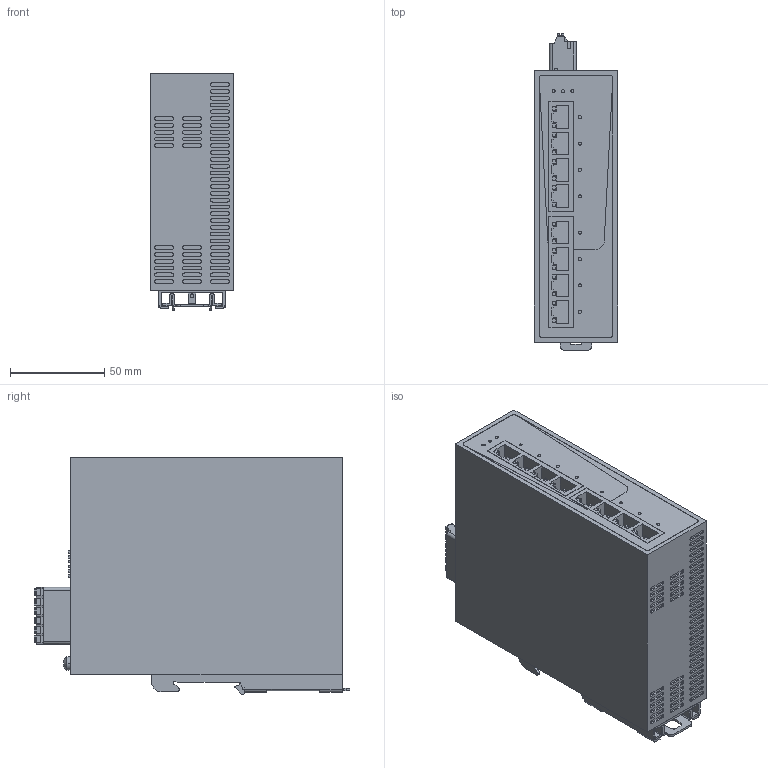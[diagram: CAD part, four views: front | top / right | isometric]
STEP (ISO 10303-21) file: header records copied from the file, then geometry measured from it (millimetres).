
FILE_DESCRIPTION(('CATIA V5 STEP Exchange','CAx-IF Rec.Pracs.--- Model Styling and Organization---1.5--- 2016-08-15','CAx-IF Rec.Pracs.---Supplemental Geometry---1.0---2011-11-01','CAx-IF Rec.Pracs.--- Composite Materials ---1.1---2010-07-15'),'2;1');
FILE_NAME ('D1642771_0', '2025-01-24T10:02:16+00:00', ('none'), ('Weidmueller'), 'CATIA Version 5-6 Release 2022 SP4 HF5', 'CATIA V5 STEP AP214 v3', 'none');
FILE_SCHEMA(('AUTOMOTIVE_DESIGN { 1 0 10303 214 1 1 1 1 }'));
Length unit declared in the file: millimetre
Products named in the file (1): S3D_IE_SW_BLB_08_8GTPOE
Bounding box: 44 x 167.38 x 125.4 mm (x, y, z)
Volume: 729299 mm3; surface area: 72562 mm2
Topology: 1 solids, 1 shells, 1322 faces, 3559 edges, 2412 vertices
Faces by surface type: plane 949, cylinder 333, extrusion 26, torus 12, sphere 2
Entity records: 40679 total; most frequent: CARTESIAN_POINT 8334, ORIENTED_EDGE 7118, DIRECTION 4972, EDGE_CURVE 3559, VECTOR 2635, LINE 2609, VERTEX_POINT 2412, AXIS2_PLACEMENT_3D 1510
